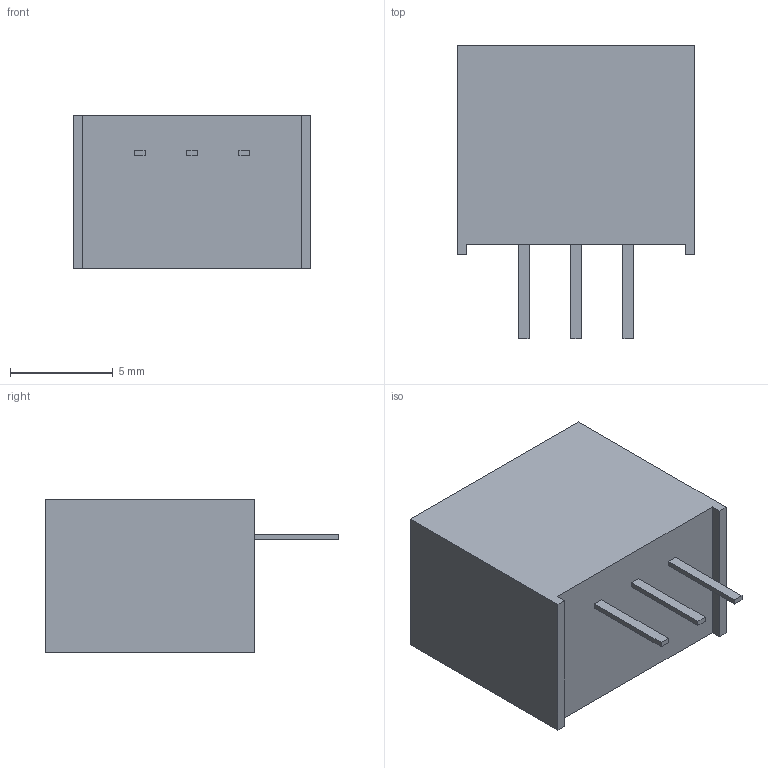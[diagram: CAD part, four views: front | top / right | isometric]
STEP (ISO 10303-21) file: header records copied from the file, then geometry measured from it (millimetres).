
FILE_DESCRIPTION(/* description */ (''),/* implementation_level */ '2;1');
FILE_NAME(/* name */ 'B78EXX~2',/* time_stamp */ '2021-10-27T12:24:08+08:00',/* author */ (''),/* organization */ (''),/* preprocessor_version */ 'ST-DEVELOPER v16.5',/* originating_system */ '',/* authorisation */ '');
FILE_SCHEMA (('CONFIG_CONTROL_DESIGN'));
Length unit declared in the file: millimetre
Products named in the file (1): Document
Bounding box: 11.6 x 14.3 x 7.5 mm (x, y, z)
Volume: 849.1 mm3; surface area: 584.9 mm2
Topology: 4 solids, 5 shells, 29 faces, 65 edges, 45 vertices
Faces by surface type: plane 29
Entity records: 795 total; most frequent: CARTESIAN_POINT 214, ORIENTED_EDGE 124, EDGE_CURVE 64, B_SPLINE_CURVE_WITH_KNOTS 64, VERTEX_POINT 44, DIRECTION 37, AXIS2_PLACEMENT_3D 33, ADVANCED_FACE 29
